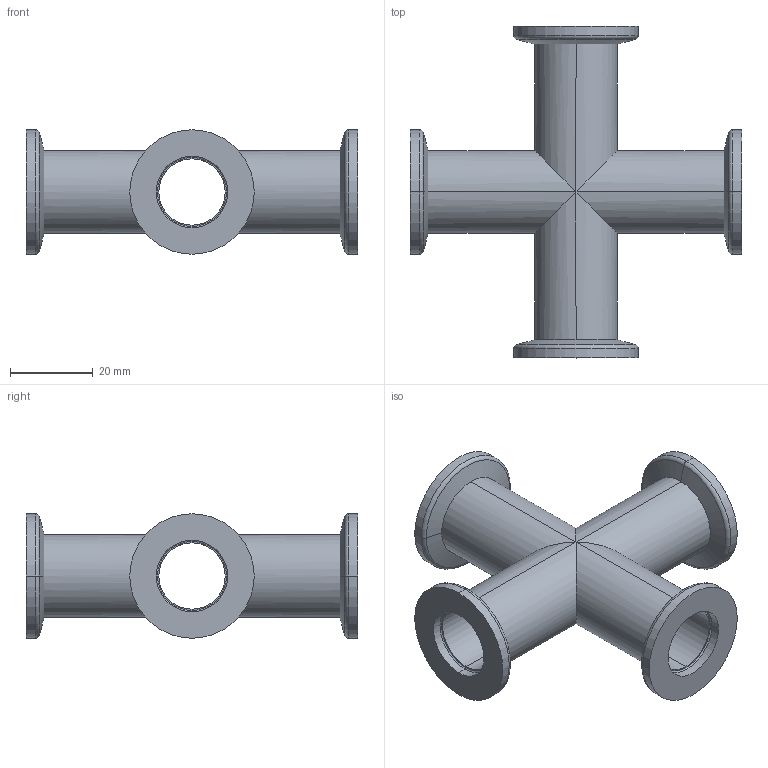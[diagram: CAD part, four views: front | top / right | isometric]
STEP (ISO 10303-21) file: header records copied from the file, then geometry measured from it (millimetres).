
FILE_DESCRIPTION (( 'STEP AP214' ), '1' );
FILE_NAME ('170RKS016.stp', '2017-06-07T12:55:19', ( '' ), ( '' ), 'SwSTEP 2.0', 'SolidWorks 2015', '' );
FILE_SCHEMA (( 'AUTOMOTIVE_DESIGN' ));
Length unit declared in the file: millimetre
Products named in the file (1): 170RKS016
Bounding box: 80 x 80 x 30 mm (x, y, z)
Volume: 20815.7 mm3; surface area: 19500.1 mm2
Topology: 1 solids, 1 shells, 80 faces, 160 edges, 92 vertices
Faces by surface type: cylinder 40, torus 16, plane 16, cone 8
Entity records: 3002 total; most frequent: DIRECTION 418, CARTESIAN_POINT 357, ORIENTED_EDGE 320, AXIS2_PLACEMENT_3D 185, EDGE_CURVE 160, CIRCLE 104, EDGE_LOOP 96, VERTEX_POINT 92
